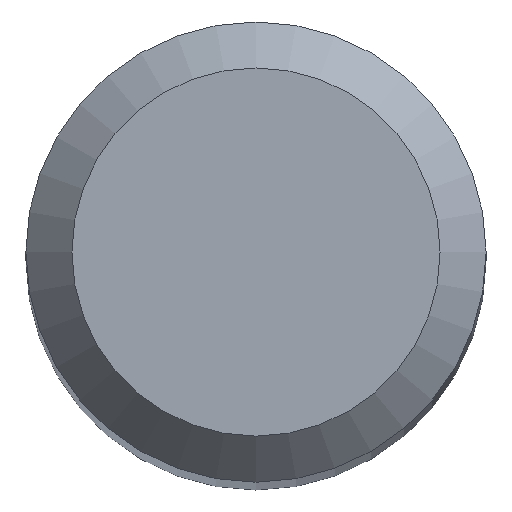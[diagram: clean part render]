
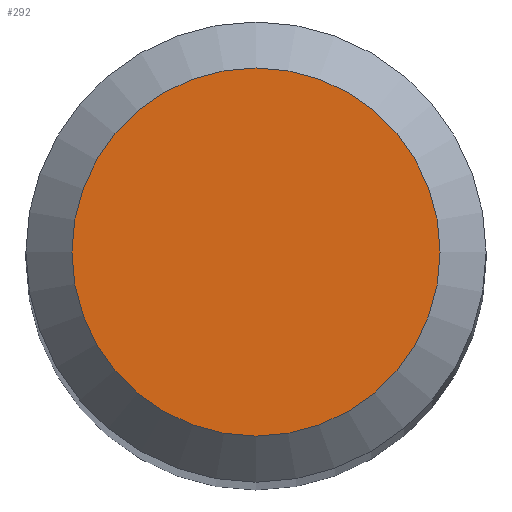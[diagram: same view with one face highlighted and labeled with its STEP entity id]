
A CAD part, top view. The second image highlights one B-rep face of the part: STEP entity #292.
In plain terms, the highlighted planar face has unit normal (0, 0, 1).
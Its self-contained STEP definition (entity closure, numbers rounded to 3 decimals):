
#12 = AXIS2_PLACEMENT_3D ( 'NONE', #201, #55, #328 ) ;
#15 = DIRECTION ( 'NONE',  ( 1., 0., 0. ) ) ;
#55 = DIRECTION ( 'NONE',  ( 0., 0., -1. ) ) ;
#61 = EDGE_LOOP ( 'NONE', ( #100 ) ) ;
#69 = CARTESIAN_POINT ( 'NONE',  ( 1.2, 0., 38. ) ) ;
#81 = DIRECTION ( 'NONE',  ( 0., 0., 1. ) ) ;
#91 = FACE_OUTER_BOUND ( 'NONE', #61, .T. ) ;
#100 = ORIENTED_EDGE ( 'NONE', *, *, #184, .T. ) ;
#173 = AXIS2_PLACEMENT_3D ( 'NONE', #352, #81, #15 ) ;
#184 = EDGE_CURVE ( 'NONE', #375, #375, #256, .T. ) ;
#201 = CARTESIAN_POINT ( 'NONE',  ( 0., 1.2, 38. ) ) ;
#256 = CIRCLE ( 'NONE', #173, 1.2 ) ;
#292 = ADVANCED_FACE ( 'NONE', ( #91 ), #391, .F. ) ;
#328 = DIRECTION ( 'NONE',  ( -1., 0., 0. ) ) ;
#352 = CARTESIAN_POINT ( 'NONE',  ( 0., 0., 38. ) ) ;
#375 = VERTEX_POINT ( 'NONE', #69 ) ;
#391 = PLANE ( 'NONE',  #12 ) ;
